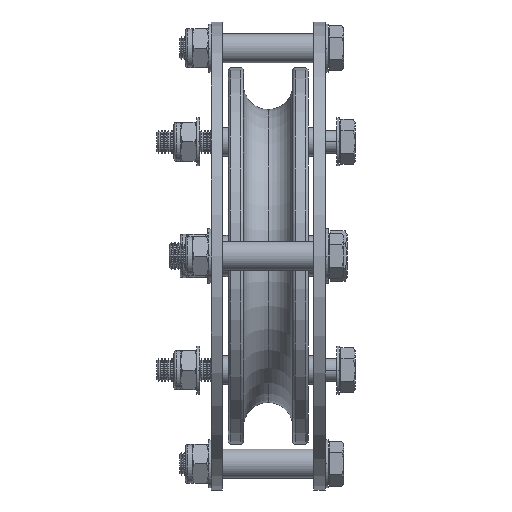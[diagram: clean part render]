
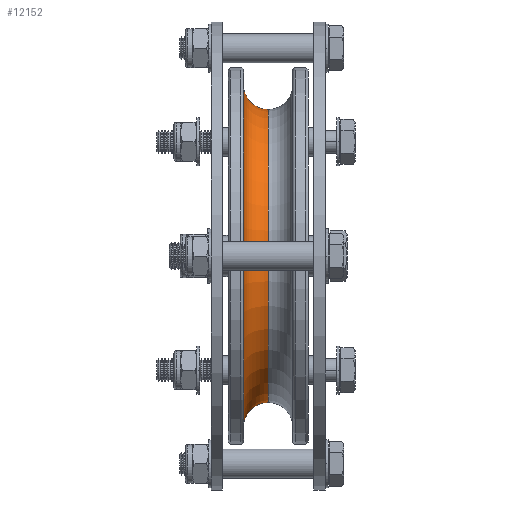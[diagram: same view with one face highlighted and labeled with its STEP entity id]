
A CAD part, front view. The second image highlights one B-rep face of the part: STEP entity #12152.
In plain terms, the highlighted toroidal (fillet/blend) face has major radius 75 mm and minor radius 10.8 mm.
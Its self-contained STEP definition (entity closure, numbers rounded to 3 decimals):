
#1685 = AXIS2_PLACEMENT_3D ( 'NONE', #31880, #20056, #60335 ) ;
#2069 = ORIENTED_EDGE ( 'NONE', *, *, #12700, .T. ) ;
#3752 = VERTEX_POINT ( 'NONE', #67965 ) ;
#4201 = AXIS2_PLACEMENT_3D ( 'NONE', #49886, #27700, #9833 ) ;
#5834 = EDGE_CURVE ( 'NONE', #3752, #71286, #6187, .T. ) ;
#6187 = CIRCLE ( 'NONE', #71138, 64.2 ) ;
#9833 = DIRECTION ( 'NONE',  ( 0., 0., 1. ) ) ;
#12152 = ADVANCED_FACE ( 'NONE', ( #61627 ), #41840, .F. ) ;
#12700 = EDGE_CURVE ( 'NONE', #70030, #3752, #21974, .T. ) ;
#18112 = AXIS2_PLACEMENT_3D ( 'NONE', #56103, #66938, #72209 ) ;
#20056 = DIRECTION ( 'NONE',  ( 0., 1., 0. ) ) ;
#21974 = CIRCLE ( 'NONE', #1685, 10.8 ) ;
#23141 = CARTESIAN_POINT ( 'NONE',  ( 0., 0., 0. ) ) ;
#27700 = DIRECTION ( 'NONE',  ( -1., 0., 0. ) ) ;
#29102 = ORIENTED_EDGE ( 'NONE', *, *, #45656, .F. ) ;
#30354 = CARTESIAN_POINT ( 'NONE',  ( 0., 0., 75. ) ) ;
#30843 = CIRCLE ( 'NONE', #30900, 10.8 ) ;
#30900 = AXIS2_PLACEMENT_3D ( 'NONE', #30354, #71337, #49203 ) ;
#31880 = CARTESIAN_POINT ( 'NONE',  ( 0., 0., -75. ) ) ;
#34031 = CARTESIAN_POINT ( 'NONE',  ( -10.8, 0., -75. ) ) ;
#34976 = DIRECTION ( 'NONE',  ( 0., 0., 1. ) ) ;
#35603 = EDGE_CURVE ( 'NONE', #49124, #71286, #30843, .T. ) ;
#37400 = ORIENTED_EDGE ( 'NONE', *, *, #5834, .T. ) ;
#41840 = TOROIDAL_SURFACE ( 'NONE', #18112, 75., 10.8 ) ;
#45656 = EDGE_CURVE ( 'NONE', #70030, #49124, #72461, .T. ) ;
#49124 = VERTEX_POINT ( 'NONE', #72330 ) ;
#49203 = DIRECTION ( 'NONE',  ( 0., 0., -1. ) ) ;
#49886 = CARTESIAN_POINT ( 'NONE',  ( -10.8, 0., 0. ) ) ;
#56103 = CARTESIAN_POINT ( 'NONE',  ( 0., 0., 0. ) ) ;
#60335 = DIRECTION ( 'NONE',  ( 0., 0., 1. ) ) ;
#61627 = FACE_OUTER_BOUND ( 'NONE', #68796, .T. ) ;
#62910 = CARTESIAN_POINT ( 'NONE',  ( 0., 0., 64.2 ) ) ;
#66938 = DIRECTION ( 'NONE',  ( -1., 0., 0. ) ) ;
#67965 = CARTESIAN_POINT ( 'NONE',  ( 0., 0., -64.2 ) ) ;
#68796 = EDGE_LOOP ( 'NONE', ( #2069, #37400, #71530, #29102 ) ) ;
#69439 = DIRECTION ( 'NONE',  ( -1., 0., 0. ) ) ;
#70030 = VERTEX_POINT ( 'NONE', #34031 ) ;
#71138 = AXIS2_PLACEMENT_3D ( 'NONE', #23141, #69439, #34976 ) ;
#71286 = VERTEX_POINT ( 'NONE', #62910 ) ;
#71337 = DIRECTION ( 'NONE',  ( 0., -1., 0. ) ) ;
#71530 = ORIENTED_EDGE ( 'NONE', *, *, #35603, .F. ) ;
#72209 = DIRECTION ( 'NONE',  ( 0., 0., 1. ) ) ;
#72330 = CARTESIAN_POINT ( 'NONE',  ( -10.8, 0., 75. ) ) ;
#72461 = CIRCLE ( 'NONE', #4201, 75. ) ;
